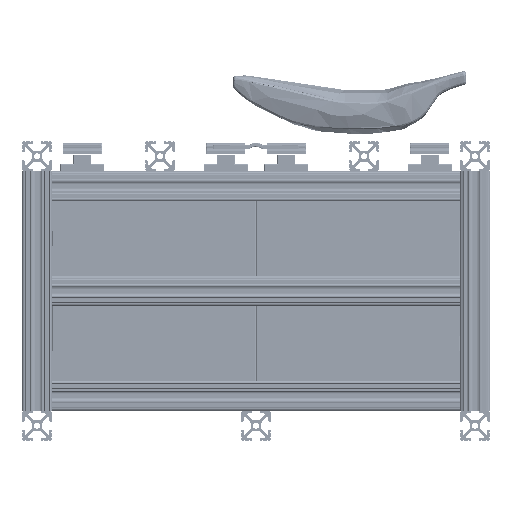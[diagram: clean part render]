
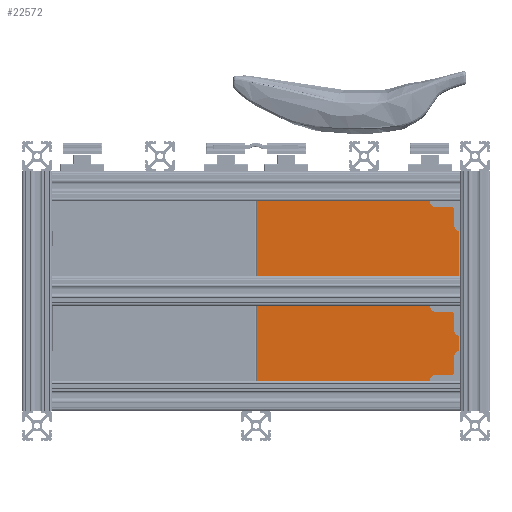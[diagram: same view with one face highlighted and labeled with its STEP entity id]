
A CAD part, front view. The second image highlights one B-rep face of the part: STEP entity #22572.
In plain terms, the highlighted planar face has unit normal (0, -1, 0).
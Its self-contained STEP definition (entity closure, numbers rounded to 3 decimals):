
#1716=PLANE('',#24461);
#2828=FACE_OUTER_BOUND('',#4311,.T.);
#4311=EDGE_LOOP('',(#16065,#16066,#16067,#16068));
#5950=LINE('',#34260,#7700);
#5957=LINE('',#34291,#7707);
#5959=LINE('',#34294,#7709);
#5970=LINE('',#34318,#7720);
#7700=VECTOR('',#27226,10.);
#7707=VECTOR('',#27263,10.);
#7709=VECTOR('',#27267,10.);
#7720=VECTOR('',#27298,10.);
#10587=VERTEX_POINT('',#34229);
#10594=VERTEX_POINT('',#34247);
#10596=VERTEX_POINT('',#34253);
#10607=VERTEX_POINT('',#34286);
#12579=EDGE_CURVE('',#10596,#10587,#5950,.T.);
#12595=EDGE_CURVE('',#10594,#10607,#5957,.T.);
#12597=EDGE_CURVE('',#10607,#10596,#5959,.T.);
#12611=EDGE_CURVE('',#10587,#10594,#5970,.T.);
#16065=ORIENTED_EDGE('',*,*,#12595,.F.);
#16066=ORIENTED_EDGE('',*,*,#12611,.F.);
#16067=ORIENTED_EDGE('',*,*,#12579,.F.);
#16068=ORIENTED_EDGE('',*,*,#12597,.F.);
#22572=ADVANCED_FACE('',(#2828),#1716,.T.);
#24461=AXIS2_PLACEMENT_3D('',#34323,#27306,#27307);
#27226=DIRECTION('',(0.,0.,-1.));
#27263=DIRECTION('',(0.,0.,1.));
#27267=DIRECTION('',(1.,0.,0.));
#27298=DIRECTION('',(-1.,0.,0.));
#27306=DIRECTION('center_axis',(0.,-1.,0.));
#27307=DIRECTION('ref_axis',(1.,0.,0.));
#34229=CARTESIAN_POINT('',(171.5,0.,1.));
#34247=CARTESIAN_POINT('',(1.,0.,1.));
#34253=CARTESIAN_POINT('',(171.5,0.,201.5));
#34260=CARTESIAN_POINT('',(171.5,0.,0.));
#34286=CARTESIAN_POINT('',(1.,0.,201.5));
#34291=CARTESIAN_POINT('',(1.,0.,0.));
#34294=CARTESIAN_POINT('',(43.125,0.,201.5));
#34318=CARTESIAN_POINT('',(43.125,0.,1.));
#34323=CARTESIAN_POINT('Origin',(0.,0.,0.));
